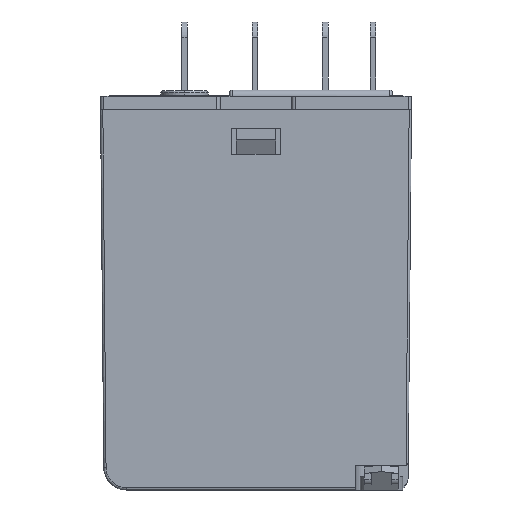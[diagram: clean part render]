
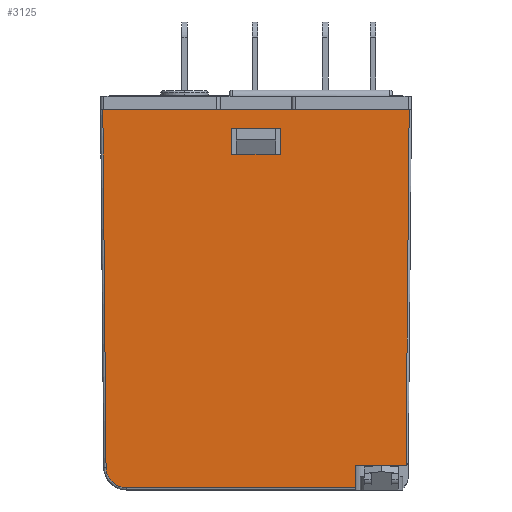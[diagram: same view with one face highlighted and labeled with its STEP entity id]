
A CAD part, front view. The second image highlights one B-rep face of the part: STEP entity #3125.
In plain terms, the highlighted planar face has unit normal (0, -1, -0.009).
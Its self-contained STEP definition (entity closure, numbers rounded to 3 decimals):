
#207=DIRECTION('',(0.,-0.009,1.));
#208=VECTOR('',#207,2.3);
#209=CARTESIAN_POINT('',(-2.15,-10.465,12.85));
#210=LINE('',#209,#208);
#211=DIRECTION('',(-1.,0.,0.));
#212=VECTOR('',#211,4.3);
#213=CARTESIAN_POINT('',(2.15,-10.465,12.85));
#214=LINE('',#213,#212);
#215=DIRECTION('',(0.,0.009,-1.));
#216=VECTOR('',#215,2.3);
#217=CARTESIAN_POINT('',(2.15,-10.486,15.15));
#218=LINE('',#217,#216);
#219=DIRECTION('',(1.,0.,0.));
#220=VECTOR('',#219,4.3);
#221=CARTESIAN_POINT('',(-2.15,-10.486,15.15));
#222=LINE('',#221,#220);
#223=DIRECTION('',(-0.009,0.009,-1.));
#224=VECTOR('',#223,31.303);
#225=CARTESIAN_POINT('',(13.5,-10.5,16.75));
#226=LINE('',#225,#224);
#227=DIRECTION('',(1.,0.,0.));
#228=VECTOR('',#227,4.421);
#229=CARTESIAN_POINT('',(8.8,-10.22,-14.55));
#230=LINE('',#229,#228);
#231=DIRECTION('',(0.,-0.009,1.));
#232=VECTOR('',#231,2.002);
#233=CARTESIAN_POINT('',(8.8,-10.202,-16.552));
#234=LINE('',#233,#232);
#235=DIRECTION('',(-1.,0.,0.));
#236=VECTOR('',#235,20.218);
#237=CARTESIAN_POINT('',(8.8,-10.202,-16.552));
#238=LINE('',#237,#236);
#239=CARTESIAN_POINT('',(-11.418,-10.202,
-16.552));
#240=CARTESIAN_POINT('',(-11.553,-10.202,
-16.552));
#241=CARTESIAN_POINT('',(-11.813,-10.202,
-16.523));
#242=CARTESIAN_POINT('',(-12.195,-10.203,
-16.391));
#243=CARTESIAN_POINT('',(-12.512,-10.205,
-16.195));
#244=CARTESIAN_POINT('',(-12.751,-10.207,
-15.974));
#245=CARTESIAN_POINT('',(-12.925,-10.209,
-15.748));
#246=CARTESIAN_POINT('',(-13.049,-10.211,
-15.525));
#247=CARTESIAN_POINT('',(-13.137,-10.213,
-15.303));
#248=CARTESIAN_POINT('',(-13.198,-10.215,
-15.059));
#249=CARTESIAN_POINT('',(-13.217,-10.217,
-14.869));
#250=CARTESIAN_POINT('',(-13.218,-10.218,
-14.768));
#252=DIRECTION('',(-0.009,-0.009,1.));
#253=VECTOR('',#252,31.52);
#254=CARTESIAN_POINT('',(-13.218,-10.218,
-14.768));
#255=LINE('',#254,#253);
#1702=CARTESIAN_POINT('',(-13.5,-10.5,16.75));
#1794=DIRECTION('',(1.,0.,0.));
#1795=VECTOR('',#1794,27.);
#1796=CARTESIAN_POINT('',(-13.5,-10.5,16.75));
#1797=LINE('',#1796,#1795);
#2258=CARTESIAN_POINT('',(-2.15,-10.465,12.85));
#2259=CARTESIAN_POINT('',(-2.15,-10.486,15.15));
#2260=VERTEX_POINT('',#2258);
#2261=VERTEX_POINT('',#2259);
#2262=CARTESIAN_POINT('',(2.15,-10.486,15.15));
#2263=VERTEX_POINT('',#2262);
#2264=CARTESIAN_POINT('',(2.15,-10.465,12.85));
#2265=VERTEX_POINT('',#2264);
#2300=CARTESIAN_POINT('',(8.8,-10.22,-14.55));
#2301=VERTEX_POINT('',#2300);
#2450=VERTEX_POINT('',#1702);
#2451=CARTESIAN_POINT('',(-13.218,-10.218,
-14.768));
#2452=VERTEX_POINT('',#2451);
#2456=VERTEX_POINT('',#239);
#2457=CARTESIAN_POINT('',(8.8,-10.202,-16.552));
#2459=VERTEX_POINT('',#2457);
#2467=CARTESIAN_POINT('',(13.5,-10.5,16.75));
#2468=VERTEX_POINT('',#2467);
#2825=CARTESIAN_POINT('',(13.221,-10.22,
-14.55));
#2827=VERTEX_POINT('',#2825);
#3096=CARTESIAN_POINT('',(0.,-10.35,0.));
#3097=DIRECTION('',(0.,1.,0.009));
#3098=DIRECTION('',(1.,0.,0.));
#3099=AXIS2_PLACEMENT_3D('',#3096,#3097,#3098);
#3100=PLANE('',#3099);
#3101=ORIENTED_EDGE('',*,*,#3088,.T.);
#3102=ORIENTED_EDGE('',*,*,#2959,.F.);
#3104=ORIENTED_EDGE('',*,*,#3103,.F.);
#3106=ORIENTED_EDGE('',*,*,#3105,.T.);
#3108=ORIENTED_EDGE('',*,*,#3107,.T.);
#3110=ORIENTED_EDGE('',*,*,#3109,.T.);
#3112=ORIENTED_EDGE('',*,*,#3111,.T.);
#3113=EDGE_LOOP('',(#3101,#3102,#3104,#3106,#3108,#3110,#3112));
#3114=FACE_OUTER_BOUND('',#3113,.F.);
#3116=ORIENTED_EDGE('',*,*,#3115,.F.);
#3118=ORIENTED_EDGE('',*,*,#3117,.F.);
#3120=ORIENTED_EDGE('',*,*,#3119,.F.);
#3122=ORIENTED_EDGE('',*,*,#3121,.F.);
#3123=EDGE_LOOP('',(#3116,#3118,#3120,#3122));
#3124=FACE_BOUND('',#3123,.F.);
#3125=ADVANCED_FACE('',(#3114,#3124),#3100,.F.);
#251=B_SPLINE_CURVE_WITH_KNOTS('',3,(#239,#240,#241,#242,#243,#244,#245,#246,
#247,#248,#249,#250),.UNSPECIFIED.,.F.,.F.,(4,1,1,1,1,1,1,1,1,4),(0.,
0.111,0.222,0.333,0.444,
0.556,0.667,0.778,0.889,1.),
.UNSPECIFIED.);
#2959=EDGE_CURVE('',#2301,#2827,#230,.T.);
#3088=EDGE_CURVE('',#2468,#2827,#226,.T.);
#3103=EDGE_CURVE('',#2459,#2301,#234,.T.);
#3105=EDGE_CURVE('',#2459,#2456,#238,.T.);
#3107=EDGE_CURVE('',#2456,#2452,#251,.T.);
#3109=EDGE_CURVE('',#2452,#2450,#255,.T.);
#3111=EDGE_CURVE('',#2450,#2468,#1797,.T.);
#3115=EDGE_CURVE('',#2260,#2261,#210,.T.);
#3117=EDGE_CURVE('',#2265,#2260,#214,.T.);
#3119=EDGE_CURVE('',#2263,#2265,#218,.T.);
#3121=EDGE_CURVE('',#2261,#2263,#222,.T.);
